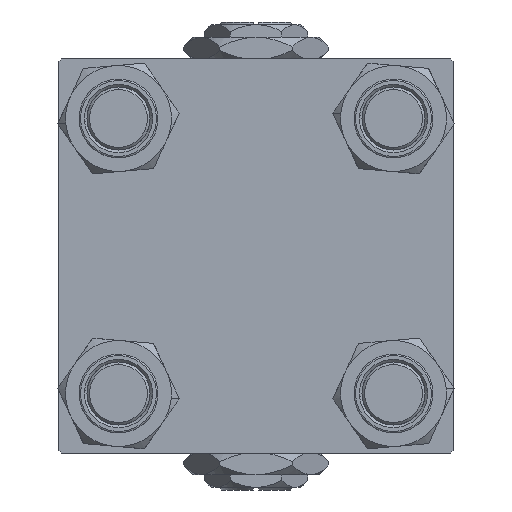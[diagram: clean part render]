
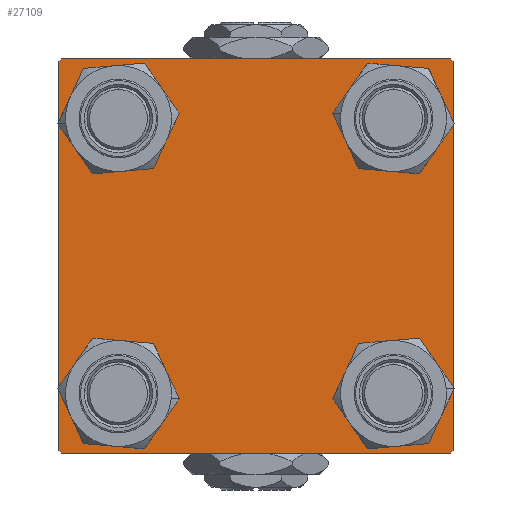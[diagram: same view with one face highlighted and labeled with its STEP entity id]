
A CAD part, left-side view. The second image highlights one B-rep face of the part: STEP entity #27109.
In plain terms, the highlighted planar face has unit normal (-1, 0, 0).
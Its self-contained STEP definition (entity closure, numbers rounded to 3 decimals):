
#103 = CARTESIAN_POINT ( 'NONE',  ( 0., -26.15, 26.15 ) ) ;
#383 = VERTEX_POINT ( 'NONE', #44285 ) ;
#672 = CARTESIAN_POINT ( 'NONE',  ( 0., 26.15, 19.65 ) ) ;
#1095 = EDGE_CURVE ( 'NONE', #54086, #19035, #49641, .T. ) ;
#1589 = CARTESIAN_POINT ( 'NONE',  ( 0., 26.15, 32.65 ) ) ;
#2009 = DIRECTION ( 'NONE',  ( 0., 0., 1. ) ) ;
#2409 = CARTESIAN_POINT ( 'NONE',  ( 0., 0., 0. ) ) ;
#2621 = DIRECTION ( 'NONE',  ( 1., 0., 0. ) ) ;
#3025 = CARTESIAN_POINT ( 'NONE',  ( 0., -37.25, -37.25 ) ) ;
#3070 = CIRCLE ( 'NONE', #52370, 6.5 ) ;
#3413 = VERTEX_POINT ( 'NONE', #45075 ) ;
#3580 = VECTOR ( 'NONE', #46982, 1000. ) ;
#4534 = DIRECTION ( 'NONE',  ( 0., 0., 1. ) ) ;
#4867 = EDGE_LOOP ( 'NONE', ( #49799, #15873 ) ) ;
#5064 = DIRECTION ( 'NONE',  ( 1., 0., 0. ) ) ;
#6150 = ORIENTED_EDGE ( 'NONE', *, *, #57188, .T. ) ;
#6392 = CARTESIAN_POINT ( 'NONE',  ( 0., -26.15, -32.65 ) ) ;
#6489 = VERTEX_POINT ( 'NONE', #20378 ) ;
#6888 = LINE ( 'NONE', #15515, #41296 ) ;
#7009 = ORIENTED_EDGE ( 'NONE', *, *, #15098, .T. ) ;
#8425 = DIRECTION ( 'NONE',  ( 0., 0., 1. ) ) ;
#8462 = VERTEX_POINT ( 'NONE', #43763 ) ;
#8681 = VECTOR ( 'NONE', #21121, 1000. ) ;
#9315 = ORIENTED_EDGE ( 'NONE', *, *, #35845, .F. ) ;
#9674 = DIRECTION ( 'NONE',  ( 1., 0., 0. ) ) ;
#10798 = ORIENTED_EDGE ( 'NONE', *, *, #21680, .F. ) ;
#11599 = FACE_BOUND ( 'NONE', #39043, .T. ) ;
#11896 = CARTESIAN_POINT ( 'NONE',  ( 0., 37.5, 37.5 ) ) ;
#12773 = LINE ( 'NONE', #27023, #56327 ) ;
#13400 = VERTEX_POINT ( 'NONE', #28984 ) ;
#13545 = LINE ( 'NONE', #58709, #15675 ) ;
#14052 = CARTESIAN_POINT ( 'NONE',  ( 0., 37.25, 37.25 ) ) ;
#14661 = EDGE_LOOP ( 'NONE', ( #44179, #17761 ) ) ;
#14803 = DIRECTION ( 'NONE',  ( 1., 0., 0. ) ) ;
#15098 = EDGE_CURVE ( 'NONE', #383, #54840, #54756, .T. ) ;
#15507 = CIRCLE ( 'NONE', #49639, 6.5 ) ;
#15515 = CARTESIAN_POINT ( 'NONE',  ( 0., 37.5, -37.5 ) ) ;
#15675 = VECTOR ( 'NONE', #18613, 1000. ) ;
#15873 = ORIENTED_EDGE ( 'NONE', *, *, #47054, .T. ) ;
#15911 = EDGE_CURVE ( 'NONE', #17783, #29396, #3070, .T. ) ;
#16341 = LINE ( 'NONE', #11896, #3580 ) ;
#16887 = EDGE_LOOP ( 'NONE', ( #6150, #37304, #26538, #29776, #10798, #35611, #9315, #7009 ) ) ;
#17761 = ORIENTED_EDGE ( 'NONE', *, *, #52329, .T. ) ;
#17783 = VERTEX_POINT ( 'NONE', #6392 ) ;
#18060 = EDGE_CURVE ( 'NONE', #44462, #13400, #31620, .T. ) ;
#18490 = EDGE_CURVE ( 'NONE', #13400, #44462, #34461, .T. ) ;
#18613 = DIRECTION ( 'NONE',  ( 0., -0.707, -0.707 ) ) ;
#19035 = VERTEX_POINT ( 'NONE', #35469 ) ;
#20378 = CARTESIAN_POINT ( 'NONE',  ( 0., 37., -37.5 ) ) ;
#20507 = LINE ( 'NONE', #25259, #57308 ) ;
#21121 = DIRECTION ( 'NONE',  ( 0., -0.707, 0.707 ) ) ;
#21122 = DIRECTION ( 'NONE',  ( 0., 0., 1. ) ) ;
#21162 = DIRECTION ( 'NONE',  ( 1., 0., 0. ) ) ;
#21680 = EDGE_CURVE ( 'NONE', #58174, #19035, #20507, .T. ) ;
#21764 = DIRECTION ( 'NONE',  ( 0., 0.707, -0.707 ) ) ;
#22261 = DIRECTION ( 'NONE',  ( 0., 0.707, 0.707 ) ) ;
#22468 = CIRCLE ( 'NONE', #41465, 6.5 ) ;
#22565 = CARTESIAN_POINT ( 'NONE',  ( 0., 26.15, 26.15 ) ) ;
#23022 = CARTESIAN_POINT ( 'NONE',  ( 0., -26.15, -26.15 ) ) ;
#24152 = AXIS2_PLACEMENT_3D ( 'NONE', #2409, #34476, #25258 ) ;
#24427 = EDGE_CURVE ( 'NONE', #8462, #6489, #13545, .T. ) ;
#25258 = DIRECTION ( 'NONE',  ( 0., 0., 1. ) ) ;
#25259 = CARTESIAN_POINT ( 'NONE',  ( 0., -37.5, 37.5 ) ) ;
#25505 = ORIENTED_EDGE ( 'NONE', *, *, #18060, .T. ) ;
#26238 = ORIENTED_EDGE ( 'NONE', *, *, #15911, .T. ) ;
#26538 = ORIENTED_EDGE ( 'NONE', *, *, #28217, .T. ) ;
#26824 = ORIENTED_EDGE ( 'NONE', *, *, #18490, .T. ) ;
#27023 = CARTESIAN_POINT ( 'NONE',  ( 0., -37.25, 37.25 ) ) ;
#27109 = ADVANCED_FACE ( 'NONE', ( #56467, #11599, #43687, #33607, #48135 ), #30020, .T. ) ;
#27420 = DIRECTION ( 'NONE',  ( 1., 0., 0. ) ) ;
#27873 = EDGE_CURVE ( 'NONE', #29396, #17783, #53603, .T. ) ;
#28014 = AXIS2_PLACEMENT_3D ( 'NONE', #23022, #9674, #41165 ) ;
#28166 = ORIENTED_EDGE ( 'NONE', *, *, #27873, .T. ) ;
#28217 = EDGE_CURVE ( 'NONE', #6489, #54086, #6888, .T. ) ;
#28288 = CARTESIAN_POINT ( 'NONE',  ( 0., 26.15, -32.65 ) ) ;
#28984 = CARTESIAN_POINT ( 'NONE',  ( 0., -26.15, 19.65 ) ) ;
#29396 = VERTEX_POINT ( 'NONE', #41630 ) ;
#29722 = CARTESIAN_POINT ( 'NONE',  ( 0., 37.5, 37.5 ) ) ;
#29776 = ORIENTED_EDGE ( 'NONE', *, *, #1095, .T. ) ;
#29808 = CARTESIAN_POINT ( 'NONE',  ( 0., 26.15, -26.15 ) ) ;
#29842 = VERTEX_POINT ( 'NONE', #28288 ) ;
#29935 = DIRECTION ( 'NONE',  ( 0., 0., 1. ) ) ;
#29952 = VECTOR ( 'NONE', #37768, 1000. ) ;
#30020 = PLANE ( 'NONE',  #24152 ) ;
#30670 = AXIS2_PLACEMENT_3D ( 'NONE', #42431, #14803, #2009 ) ;
#31620 = CIRCLE ( 'NONE', #48698, 6.5 ) ;
#32428 = VERTEX_POINT ( 'NONE', #45938 ) ;
#33605 = LINE ( 'NONE', #29722, #29952 ) ;
#33607 = FACE_BOUND ( 'NONE', #14661, .T. ) ;
#33771 = EDGE_CURVE ( 'NONE', #41660, #52380, #22468, .T. ) ;
#34461 = CIRCLE ( 'NONE', #30670, 6.5 ) ;
#34476 = DIRECTION ( 'NONE',  ( -1., 0., 0. ) ) ;
#34939 = EDGE_LOOP ( 'NONE', ( #25505, #26824 ) ) ;
#35469 = CARTESIAN_POINT ( 'NONE',  ( 0., -37.5, -37. ) ) ;
#35611 = ORIENTED_EDGE ( 'NONE', *, *, #52539, .T. ) ;
#35714 = CARTESIAN_POINT ( 'NONE',  ( 0., 37.5, 37. ) ) ;
#35717 = CARTESIAN_POINT ( 'NONE',  ( 0., 26.15, 26.15 ) ) ;
#35845 = EDGE_CURVE ( 'NONE', #383, #32428, #16341, .T. ) ;
#37304 = ORIENTED_EDGE ( 'NONE', *, *, #24427, .T. ) ;
#37768 = DIRECTION ( 'NONE',  ( 0., 0., -1. ) ) ;
#39043 = EDGE_LOOP ( 'NONE', ( #28166, #26238 ) ) ;
#39213 = DIRECTION ( 'NONE',  ( 0., 0., -1. ) ) ;
#39293 = DIRECTION ( 'NONE',  ( 0., 0., 1. ) ) ;
#41165 = DIRECTION ( 'NONE',  ( 0., 0., 1. ) ) ;
#41296 = VECTOR ( 'NONE', #42851, 1000. ) ;
#41299 = AXIS2_PLACEMENT_3D ( 'NONE', #29808, #21162, #39293 ) ;
#41465 = AXIS2_PLACEMENT_3D ( 'NONE', #22565, #5064, #49917 ) ;
#41630 = CARTESIAN_POINT ( 'NONE',  ( 0., -26.15, -19.65 ) ) ;
#41660 = VERTEX_POINT ( 'NONE', #1589 ) ;
#42431 = CARTESIAN_POINT ( 'NONE',  ( 0., -26.15, 26.15 ) ) ;
#42851 = DIRECTION ( 'NONE',  ( 0., -1., 0. ) ) ;
#43687 = FACE_BOUND ( 'NONE', #4867, .T. ) ;
#43763 = CARTESIAN_POINT ( 'NONE',  ( 0., 37.5, -37. ) ) ;
#44179 = ORIENTED_EDGE ( 'NONE', *, *, #33771, .T. ) ;
#44285 = CARTESIAN_POINT ( 'NONE',  ( 0., 37., 37.5 ) ) ;
#44462 = VERTEX_POINT ( 'NONE', #49215 ) ;
#45075 = CARTESIAN_POINT ( 'NONE',  ( 0., 26.15, -19.65 ) ) ;
#45229 = DIRECTION ( 'NONE',  ( 1., 0., 0. ) ) ;
#45938 = CARTESIAN_POINT ( 'NONE',  ( 0., -37., 37.5 ) ) ;
#46108 = CARTESIAN_POINT ( 'NONE',  ( 0., -37., -37.5 ) ) ;
#46982 = DIRECTION ( 'NONE',  ( 0., -1., 0. ) ) ;
#47054 = EDGE_CURVE ( 'NONE', #29842, #3413, #15507, .T. ) ;
#47346 = CARTESIAN_POINT ( 'NONE',  ( 0., -37.5, 37. ) ) ;
#47758 = AXIS2_PLACEMENT_3D ( 'NONE', #35717, #45229, #4534 ) ;
#48135 = FACE_OUTER_BOUND ( 'NONE', #16887, .T. ) ;
#48698 = AXIS2_PLACEMENT_3D ( 'NONE', #103, #27420, #8425 ) ;
#49215 = CARTESIAN_POINT ( 'NONE',  ( 0., -26.15, 32.65 ) ) ;
#49639 = AXIS2_PLACEMENT_3D ( 'NONE', #53369, #2621, #29935 ) ;
#49641 = LINE ( 'NONE', #3025, #8681 ) ;
#49799 = ORIENTED_EDGE ( 'NONE', *, *, #55826, .T. ) ;
#49917 = DIRECTION ( 'NONE',  ( 0., 0., 1. ) ) ;
#50784 = CIRCLE ( 'NONE', #41299, 6.5 ) ;
#52329 = EDGE_CURVE ( 'NONE', #52380, #41660, #52500, .T. ) ;
#52370 = AXIS2_PLACEMENT_3D ( 'NONE', #57671, #53199, #21122 ) ;
#52380 = VERTEX_POINT ( 'NONE', #672 ) ;
#52500 = CIRCLE ( 'NONE', #47758, 6.5 ) ;
#52539 = EDGE_CURVE ( 'NONE', #58174, #32428, #12773, .T. ) ;
#53199 = DIRECTION ( 'NONE',  ( 1., 0., 0. ) ) ;
#53369 = CARTESIAN_POINT ( 'NONE',  ( 0., 26.15, -26.15 ) ) ;
#53603 = CIRCLE ( 'NONE', #28014, 6.5 ) ;
#54086 = VERTEX_POINT ( 'NONE', #46108 ) ;
#54756 = LINE ( 'NONE', #14052, #56163 ) ;
#54840 = VERTEX_POINT ( 'NONE', #35714 ) ;
#55826 = EDGE_CURVE ( 'NONE', #3413, #29842, #50784, .T. ) ;
#56163 = VECTOR ( 'NONE', #21764, 1000. ) ;
#56327 = VECTOR ( 'NONE', #22261, 1000. ) ;
#56467 = FACE_BOUND ( 'NONE', #34939, .T. ) ;
#57188 = EDGE_CURVE ( 'NONE', #54840, #8462, #33605, .T. ) ;
#57308 = VECTOR ( 'NONE', #39213, 1000. ) ;
#57671 = CARTESIAN_POINT ( 'NONE',  ( 0., -26.15, -26.15 ) ) ;
#58174 = VERTEX_POINT ( 'NONE', #47346 ) ;
#58709 = CARTESIAN_POINT ( 'NONE',  ( 0., 37.25, -37.25 ) ) ;
